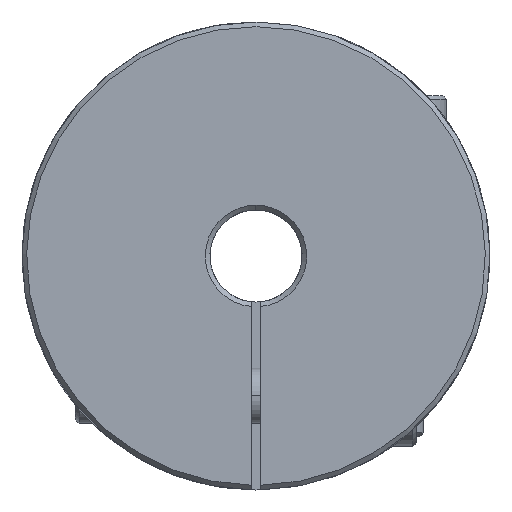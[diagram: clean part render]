
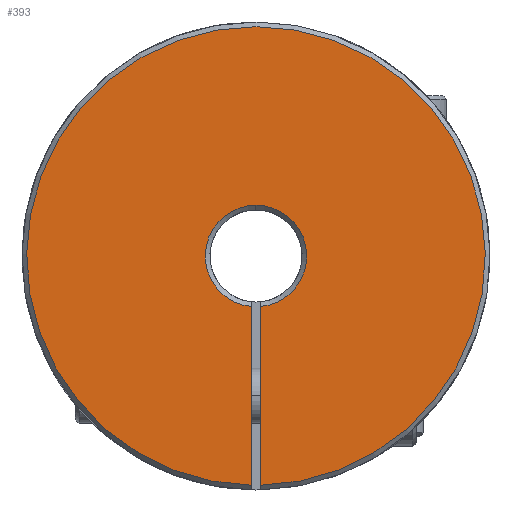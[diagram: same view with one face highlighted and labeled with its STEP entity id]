
A CAD part, left-side view. The second image highlights one B-rep face of the part: STEP entity #393.
In plain terms, the highlighted planar face has unit normal (-1, 0, 0).
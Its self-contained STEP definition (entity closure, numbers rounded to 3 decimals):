
#48 = VERTEX_POINT ( 'NONE', #1126 ) ;
#49 = VERTEX_POINT ( 'NONE', #1127 ) ;
#74 = VERTEX_POINT ( 'NONE', #1152 ) ;
#75 = VERTEX_POINT ( 'NONE', #1153 ) ;
#76 = VERTEX_POINT ( 'NONE', #1154 ) ;
#171 = EDGE_LOOP ( 'NONE', ( #311, #312, #313, #314, #315 ) ) ;
#311 = ORIENTED_EDGE ( 'NONE', *, *, #887, .F. ) ;
#312 = ORIENTED_EDGE ( 'NONE', *, *, #886, .T. ) ;
#313 = ORIENTED_EDGE ( 'NONE', *, *, #881, .T. ) ;
#314 = ORIENTED_EDGE ( 'NONE', *, *, #847, .T. ) ;
#315 = ORIENTED_EDGE ( 'NONE', *, *, #878, .T. ) ;
#393 = ADVANCED_FACE ( 'NONE', ( #747 ), #1243, .F. ) ;
#747 = FACE_OUTER_BOUND ( 'NONE', #171, .T. ) ;
#847 = EDGE_CURVE ( 'NONE', #49, #48, #1554, .T. ) ;
#878 = EDGE_CURVE ( 'NONE', #48, #75, #1593, .T. ) ;
#881 = EDGE_CURVE ( 'NONE', #76, #49, #1590, .T. ) ;
#886 = EDGE_CURVE ( 'NONE', #74, #76, #1602, .T. ) ;
#887 = EDGE_CURVE ( 'NONE', #74, #75, #1600, .T. ) ;
#954 = AXIS2_PLACEMENT_3D ( 'NONE', #1227, #1246, #1247 ) ;
#1035 = AXIS2_PLACEMENT_3D ( 'NONE', #2002, #2004, #2005 ) ;
#1052 = AXIS2_PLACEMENT_3D ( 'NONE', #2154, #2161, #2162 ) ;
#1053 = AXIS2_PLACEMENT_3D ( 'NONE', #2210, #2215, #2216 ) ;
#1126 = CARTESIAN_POINT ( 'NONE',  ( -15.9, 0., 2.754 ) ) ;
#1127 = CARTESIAN_POINT ( 'NONE',  ( -15.9, 0.25, -2.743 ) ) ;
#1152 = CARTESIAN_POINT ( 'NONE',  ( -15.9, -0.25, -12.443 ) ) ;
#1153 = CARTESIAN_POINT ( 'NONE',  ( -15.9, -0.25, -2.743 ) ) ;
#1154 = CARTESIAN_POINT ( 'NONE',  ( -15.9, 0.25, -12.443 ) ) ;
#1227 = CARTESIAN_POINT ( 'NONE',  ( -15.9, 0., 0. ) ) ;
#1243 = PLANE ( 'NONE',  #954 ) ;
#1246 = DIRECTION ( 'NONE',  ( 1., 0., 0. ) ) ;
#1247 = DIRECTION ( 'NONE',  ( 0., 0., -1. ) ) ;
#1554 = CIRCLE ( 'NONE', #1035, 2.754 ) ;
#1585 = VECTOR ( 'NONE', #2202, 1000. ) ;
#1590 = LINE ( 'NONE', #2201, #1585 ) ;
#1593 = CIRCLE ( 'NONE', #1052, 2.754 ) ;
#1600 = LINE ( 'NONE', #2217, #1601 ) ;
#1601 = VECTOR ( 'NONE', #2218, 1000. ) ;
#1602 = CIRCLE ( 'NONE', #1053, 12.446 ) ;
#2002 = CARTESIAN_POINT ( 'NONE',  ( -15.9, 0., 0. ) ) ;
#2004 = DIRECTION ( 'NONE',  ( 1., 0., 0. ) ) ;
#2005 = DIRECTION ( 'NONE',  ( 0., 0., -1. ) ) ;
#2154 = CARTESIAN_POINT ( 'NONE',  ( -15.9, 0., 0. ) ) ;
#2161 = DIRECTION ( 'NONE',  ( 1., 0., 0. ) ) ;
#2162 = DIRECTION ( 'NONE',  ( 0., 0., -1. ) ) ;
#2201 = CARTESIAN_POINT ( 'NONE',  ( -15.9, 0.25, -12.7 ) ) ;
#2202 = DIRECTION ( 'NONE',  ( 0., 0., 1. ) ) ;
#2210 = CARTESIAN_POINT ( 'NONE',  ( -15.9, 0., 0. ) ) ;
#2215 = DIRECTION ( 'NONE',  ( -1., 0., 0. ) ) ;
#2216 = DIRECTION ( 'NONE',  ( 0., 0., -1. ) ) ;
#2217 = CARTESIAN_POINT ( 'NONE',  ( -15.9, -0.25, -12.7 ) ) ;
#2218 = DIRECTION ( 'NONE',  ( 0., 0., 1. ) ) ;
